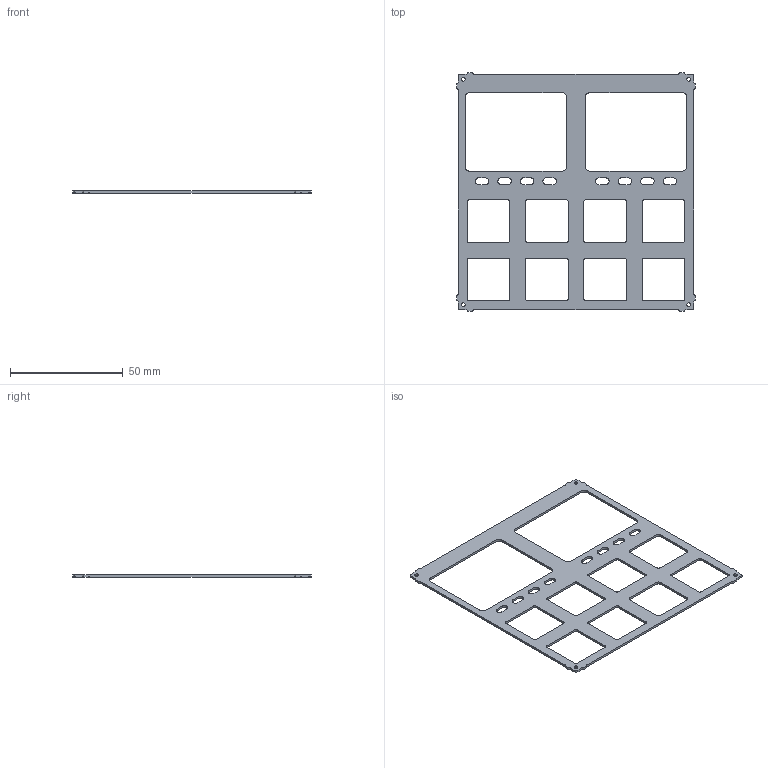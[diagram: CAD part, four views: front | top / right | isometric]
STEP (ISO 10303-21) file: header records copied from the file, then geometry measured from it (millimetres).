
FILE_DESCRIPTION(('KiCad electronic assembly'),'2;1');
FILE_NAME('FP-VSN2-3D.step','2025-05-12T18:06:58',('Pcbnew'),('Kicad'), 'Open CASCADE STEP processor 7.6','KiCad to STEP converter','Unknown' );
FILE_SCHEMA(('AUTOMOTIVE_DESIGN { 1 0 10303 214 1 1 1 1 }'));
Length unit declared in the file: millimetre
Products named in the file (2): FP-VSN2-3D 1; kibot_zf8y_dr0_PCB
Assembly tree (1 placements, depth 2):
  FP-VSN2-3D 1
    kibot_zf8y_dr0_PCB
Bounding box: 105.6 x 105.6 x 1 mm (x, y, z)
Volume: 4756.8 mm3; surface area: 10987 mm2
Topology: 1 solids, 1 shells, 314 faces, 936 edges, 624 vertices
Faces by surface type: plane 202, cylinder 112
Full cylindrical faces by diameter (mm): 1.75 x4
Entity records: 10669 total; most frequent: CARTESIAN_POINT 1876, ORIENTED_EDGE 1872, DIRECTION 1792, EDGE_CURVE 936, LINE 712, VECTOR 712, VERTEX_POINT 624, AXIS2_PLACEMENT_3D 540
